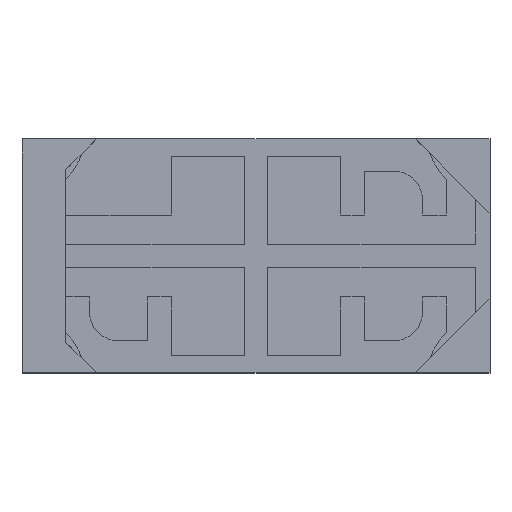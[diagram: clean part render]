
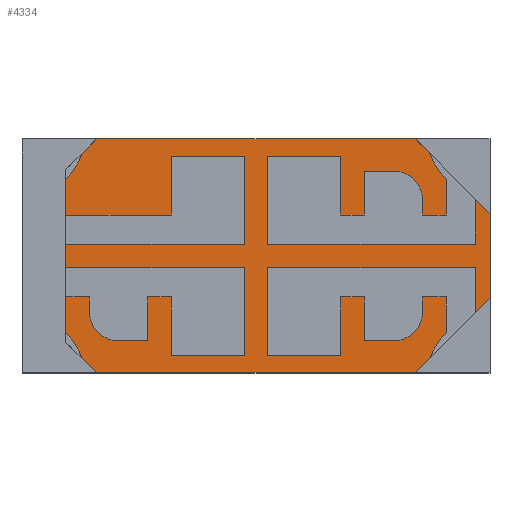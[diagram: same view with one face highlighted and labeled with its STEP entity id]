
A CAD part, top view. The second image highlights one B-rep face of the part: STEP entity #4334.
In plain terms, the highlighted planar face has unit normal (0, 0, 1).
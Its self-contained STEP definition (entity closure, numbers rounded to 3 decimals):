
#64 = DIRECTION ( 'NONE',  ( 1., 0., 0. ) ) ;
#193 = CARTESIAN_POINT ( 'NONE',  ( 299.487, 114.537, 0.018 ) ) ;
#315 = CARTESIAN_POINT ( 'NONE',  ( 299.487, 113.737, 0.018 ) ) ;
#316 = CARTESIAN_POINT ( 'NONE',  ( 299.437, 114.587, 0.018 ) ) ;
#478 = EDGE_CURVE ( 'NONE', #3942, #6637, #5586, .T. ) ;
#499 = EDGE_CURVE ( 'NONE', #3104, #2751, #3859, .T. ) ;
#642 = CARTESIAN_POINT ( 'NONE',  ( 301.087, 113.737, 0.018 ) ) ;
#853 = CARTESIAN_POINT ( 'NONE',  ( 299.487, 113.886, 0.018 ) ) ;
#856 = DIRECTION ( 'NONE',  ( 0., 0., -1. ) ) ;
#961 = ORIENTED_EDGE ( 'NONE', *, *, #1515, .T. ) ;
#1180 = ORIENTED_EDGE ( 'NONE', *, *, #5131, .T. ) ;
#1184 = DIRECTION ( 'NONE',  ( 0., 1., 0. ) ) ;
#1431 = DIRECTION ( 'NONE',  ( 0., 0., 1. ) ) ;
#1515 = EDGE_CURVE ( 'NONE', #2751, #3978, #3084, .T. ) ;
#1543 = CIRCLE ( 'NONE', #3382, 0.205 ) ;
#1670 = LINE ( 'NONE', #193, #4509 ) ;
#1849 = EDGE_CURVE ( 'NONE', #7090, #7513, #1543, .T. ) ;
#1861 = DIRECTION ( 'NONE',  ( 0., 0., -1. ) ) ;
#2015 = CARTESIAN_POINT ( 'NONE',  ( 299.487, 113.737, 0.018 ) ) ;
#2159 = ORIENTED_EDGE ( 'NONE', *, *, #499, .T. ) ;
#2308 = DIRECTION ( 'NONE',  ( 1., 0., 0. ) ) ;
#2563 = VECTOR ( 'NONE', #1184, 1000. ) ;
#2576 = CARTESIAN_POINT ( 'NONE',  ( 300.938, 113.737, 0.018 ) ) ;
#2601 = DIRECTION ( 'NONE',  ( 1., 0., 0. ) ) ;
#2679 = CARTESIAN_POINT ( 'NONE',  ( 299.636, 113.737, 0.018 ) ) ;
#2709 = DIRECTION ( 'NONE',  ( -1., 0., 0. ) ) ;
#2751 = VERTEX_POINT ( 'NONE', #853 ) ;
#2844 = VECTOR ( 'NONE', #7293, 1000. ) ;
#3084 = CIRCLE ( 'NONE', #6943, 0.205 ) ;
#3104 = VERTEX_POINT ( 'NONE', #6426 ) ;
#3253 = ORIENTED_EDGE ( 'NONE', *, *, #6503, .T. ) ;
#3382 = AXIS2_PLACEMENT_3D ( 'NONE', #5218, #4647, #4028 ) ;
#3514 = ORIENTED_EDGE ( 'NONE', *, *, #3703, .T. ) ;
#3703 = EDGE_CURVE ( 'NONE', #4630, #3104, #5129, .T. ) ;
#3859 = LINE ( 'NONE', #5494, #2844 ) ;
#3942 = VERTEX_POINT ( 'NONE', #2576 ) ;
#3978 = VERTEX_POINT ( 'NONE', #2679 ) ;
#4028 = DIRECTION ( 'NONE',  ( 1., 0., 0. ) ) ;
#4042 = AXIS2_PLACEMENT_3D ( 'NONE', #6109, #856, #5467 ) ;
#4207 = CARTESIAN_POINT ( 'NONE',  ( 299.437, 113.687, 0.018 ) ) ;
#4334 = ADVANCED_FACE ( 'NONE', ( #5282 ), #5264, .T. ) ;
#4509 = VECTOR ( 'NONE', #2709, 1000. ) ;
#4630 = VERTEX_POINT ( 'NONE', #7269 ) ;
#4647 = DIRECTION ( 'NONE',  ( 0., 0., -1. ) ) ;
#4672 = AXIS2_PLACEMENT_3D ( 'NONE', #316, #7273, #2308 ) ;
#4763 = CARTESIAN_POINT ( 'NONE',  ( 300.938, 114.537, 0.018 ) ) ;
#4950 = LINE ( 'NONE', #642, #2563 ) ;
#5129 = CIRCLE ( 'NONE', #4672, 0.205 ) ;
#5131 = EDGE_CURVE ( 'NONE', #3978, #3942, #6796, .T. ) ;
#5218 = CARTESIAN_POINT ( 'NONE',  ( 301.137, 114.587, 0.018 ) ) ;
#5264 = PLANE ( 'NONE',  #7140 ) ;
#5282 = FACE_OUTER_BOUND ( 'NONE', #5814, .T. ) ;
#5467 = DIRECTION ( 'NONE',  ( 1., 0., 0. ) ) ;
#5494 = CARTESIAN_POINT ( 'NONE',  ( 299.487, 113.737, 0.018 ) ) ;
#5559 = ORIENTED_EDGE ( 'NONE', *, *, #478, .T. ) ;
#5586 = CIRCLE ( 'NONE', #4042, 0.205 ) ;
#5814 = EDGE_LOOP ( 'NONE', ( #961, #1180, #5559, #3253, #5815, #6627, #3514, #2159 ) ) ;
#5815 = ORIENTED_EDGE ( 'NONE', *, *, #1849, .T. ) ;
#6033 = DIRECTION ( 'NONE',  ( 1., 0., 0. ) ) ;
#6109 = CARTESIAN_POINT ( 'NONE',  ( 301.137, 113.687, 0.018 ) ) ;
#6160 = EDGE_CURVE ( 'NONE', #7513, #4630, #1670, .T. ) ;
#6414 = VECTOR ( 'NONE', #2601, 1000. ) ;
#6426 = CARTESIAN_POINT ( 'NONE',  ( 299.487, 114.389, 0.018 ) ) ;
#6503 = EDGE_CURVE ( 'NONE', #6637, #7090, #4950, .T. ) ;
#6593 = CARTESIAN_POINT ( 'NONE',  ( 301.087, 113.886, 0.018 ) ) ;
#6627 = ORIENTED_EDGE ( 'NONE', *, *, #6160, .T. ) ;
#6637 = VERTEX_POINT ( 'NONE', #6593 ) ;
#6796 = LINE ( 'NONE', #315, #6414 ) ;
#6943 = AXIS2_PLACEMENT_3D ( 'NONE', #4207, #1861, #64 ) ;
#7090 = VERTEX_POINT ( 'NONE', #7225 ) ;
#7140 = AXIS2_PLACEMENT_3D ( 'NONE', #2015, #1431, #6033 ) ;
#7225 = CARTESIAN_POINT ( 'NONE',  ( 301.087, 114.389, 0.018 ) ) ;
#7269 = CARTESIAN_POINT ( 'NONE',  ( 299.636, 114.537, 0.018 ) ) ;
#7273 = DIRECTION ( 'NONE',  ( 0., 0., -1. ) ) ;
#7293 = DIRECTION ( 'NONE',  ( 0., -1., 0. ) ) ;
#7513 = VERTEX_POINT ( 'NONE', #4763 ) ;
